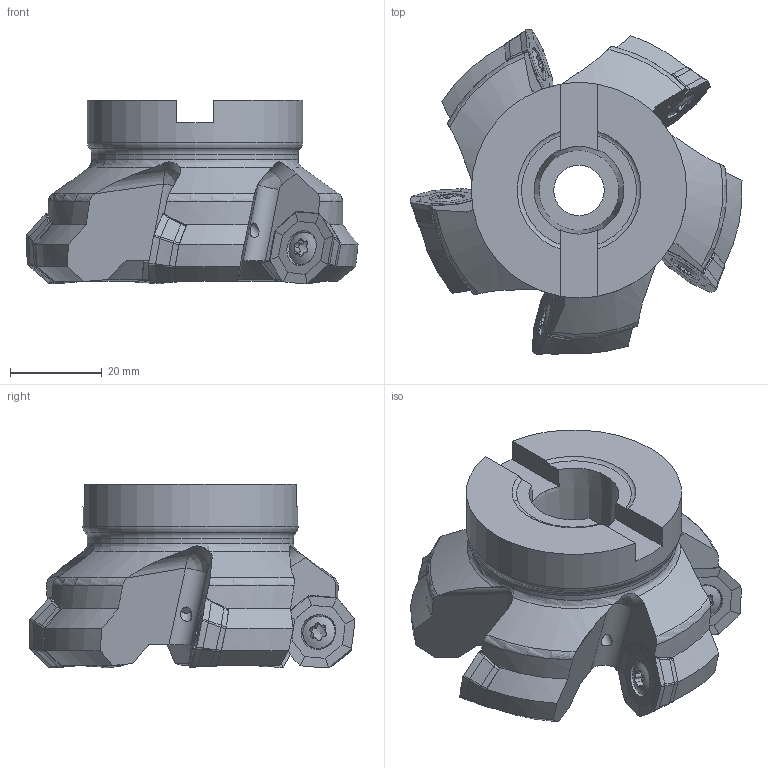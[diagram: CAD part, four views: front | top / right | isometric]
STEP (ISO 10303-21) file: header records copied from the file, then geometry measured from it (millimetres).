
FILE_DESCRIPTION(/* description */ (''),/* implementation_level */ '2;1');
FILE_NAME(/* name */ 'R220.43-02.50-06-05SA_Detailed.stp',/* time_stamp */ '2024-07-05T09:30:13+05:00',/* author */ (''),/* organization */ (''),/* preprocessor_version */ 'ST-DEVELOPER v16.7',/* originating_system */ 'SIEMENS PLM Software NX 12.0',/* authorisation */ '');
FILE_SCHEMA (('AUTOMOTIVE_DESIGN { 1 0 10303 214 3 1 1 1 }'));
Length unit declared in the file: millimetre
Products named in the file (4): CUT; NOCUT; ASSEMBLY_CONSTRUCTION; A2745227_stp_stp
Assembly tree (7 placements, depth 2):
  A2745227_stp_stp
    ASSEMBLY_CONSTRUCTION
    NOCUT
    CUT  x5
Bounding box: 72.43 x 70.97 x 40 mm (x, y, z)
Volume: 68147.8 mm3; surface area: 19071.8 mm2
Topology: 6 solids, 6 shells, 604 faces, 1986 edges, 1419 vertices
Faces by surface type: bspline 257, cylinder 162, plane 113, cone 52, torus 15, sphere 5
Full cylindrical faces by diameter (mm): 2.5 x5, 4.45 x5, 5 x5, 5.75 x5, 7.2 x5, 11 x1, 16 x1, 45 x1, 47 x1
Entity records: 20494 total; most frequent: CARTESIAN_POINT 12933, ORIENTED_EDGE 1798, DIRECTION 1058, EDGE_CURVE 899, VERTEX_POINT 630, B_SPLINE_CURVE_WITH_KNOTS 560, AXIS2_PLACEMENT_3D 448, EDGE_LOOP 396
